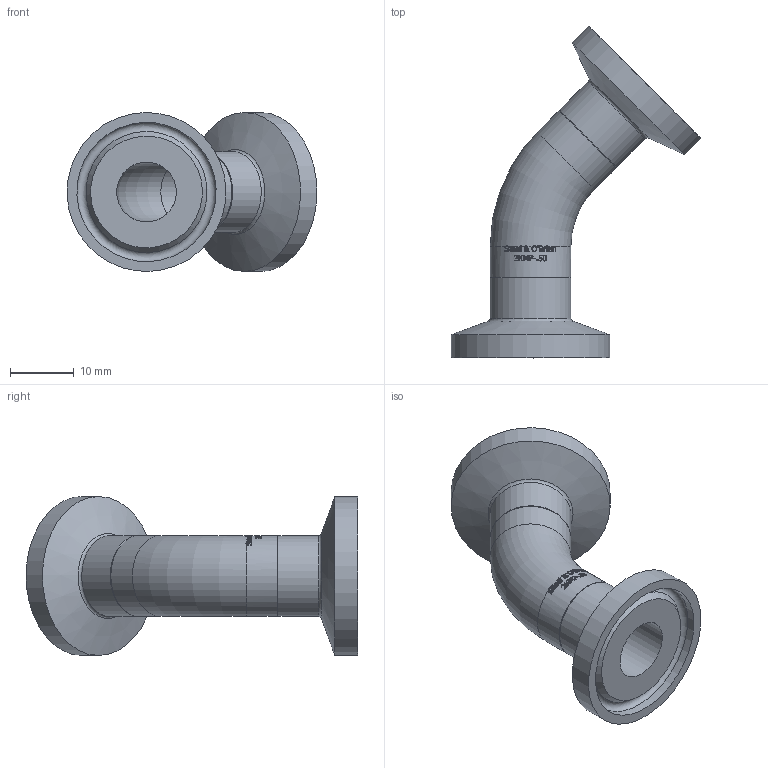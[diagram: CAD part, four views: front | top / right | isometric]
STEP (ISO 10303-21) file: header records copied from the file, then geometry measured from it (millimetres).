
FILE_DESCRIPTION(/* description */ (''),/* implementation_level */ '2;1');
FILE_NAME(/* name */ '2KMP-.50.stp',/* time_stamp */ '2019-01-23T09:51:46-05:00',/* author */ ('rick'),/* organization */ (''),/* preprocessor_version */ 'ST-DEVELOPER v15.2',/* originating_system */ 'Autodesk Inventor 2014',/* authorisation */ '');
FILE_SCHEMA (('AUTOMOTIVE_DESIGN { 1 0 10303 214 3 1 1 }'));
Length unit declared in the file: inch
Products named in the file (1): 2KMP-.50
Bounding box: 39.27 x 52.18 x 24.99 mm (x, y, z)
Volume: 5479.6 mm3; surface area: 5497.3 mm2
Topology: 1 solids, 1 shells, 375 faces, 1017 edges, 672 vertices
Faces by surface type: bspline 163, plane 142, cylinder 45, torus 21, cone 4
Full cylindrical faces by diameter (mm): 9.398 x4, 12.7 x4, 21.895 x2, 24.994 x2
Entity records: 14699 total; most frequent: CARTESIAN_POINT 6281, ORIENTED_EDGE 1980, DIRECTION 1237, EDGE_CURVE 990, VERTEX_POINT 671, EDGE_LOOP 431, AXIS2_PLACEMENT_3D 414, LINE 409
